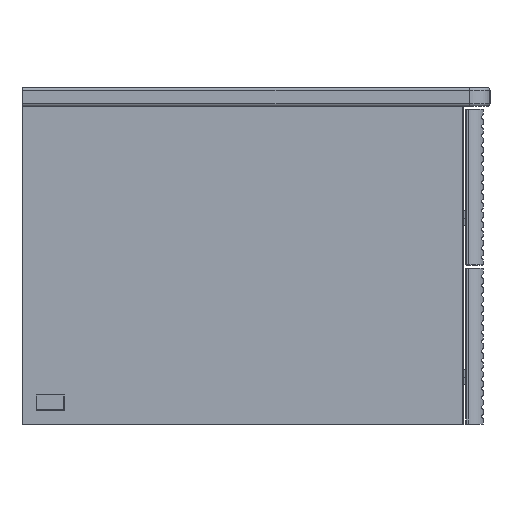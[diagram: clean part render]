
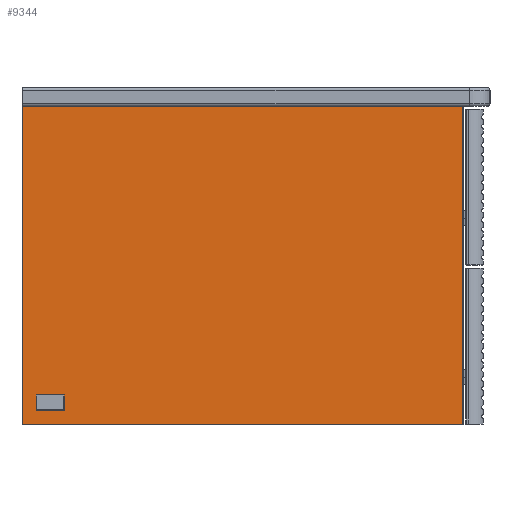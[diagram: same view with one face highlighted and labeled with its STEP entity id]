
A CAD part, left-side view. The second image highlights one B-rep face of the part: STEP entity #9344.
In plain terms, the highlighted planar face has unit normal (-1, 0, 0).
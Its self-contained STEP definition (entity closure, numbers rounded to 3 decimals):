
#9193=CARTESIAN_POINT('',(55683.064,-3801.74,170.0));
#9194=VERTEX_POINT('',#9193);
#9201=CARTESIAN_POINT('',(55683.064,-3801.74,-170.0));
#9202=VERTEX_POINT('',#9201);
#9203=CARTESIAN_POINT('',(55683.064,-3801.74,170.0));
#9204=DIRECTION('',(0.0,0.0,-1.0));
#9205=VECTOR('',#9204,340.0);
#9206=LINE('',#9203,#9205);
#9207=EDGE_CURVE('',#9194,#9202,#9206,.T.);
#9263=CARTESIAN_POINT('',(55683.064,-3330.74,-170.0));
#9264=VERTEX_POINT('',#9263);
#9265=CARTESIAN_POINT('',(55683.064,-3330.74,-170.0));
#9266=DIRECTION('',(0.0,-1.0,0.0));
#9267=VECTOR('',#9266,471.);
#9268=LINE('',#9265,#9267);
#9269=EDGE_CURVE('',#9264,#9202,#9268,.T.);
#9321=CARTESIAN_POINT('',(55683.064,-3566.24,-170.001));
#9322=DIRECTION('',(-1.0,0.0,0.0));
#9323=DIRECTION('',(0.0,0.0,1.0));
#9324=AXIS2_PLACEMENT_3D('',#9321,#9322,#9323);
#9325=PLANE('',#9324);
#9326=ORIENTED_EDGE('',*,*,#9207,.F.);
#9327=CARTESIAN_POINT('',(55683.064,-3330.74,170.0));
#9328=VERTEX_POINT('',#9327);
#9329=CARTESIAN_POINT('',(55683.064,-3330.74,170.0));
#9330=DIRECTION('',(0.0,-1.0,0.0));
#9331=VECTOR('',#9330,471.);
#9332=LINE('',#9329,#9331);
#9333=EDGE_CURVE('',#9328,#9194,#9332,.T.);
#9334=ORIENTED_EDGE('',*,*,#9333,.F.);
#9335=CARTESIAN_POINT('',(55683.064,-3330.74,-170.0));
#9336=DIRECTION('',(0.0,0.0,1.0));
#9337=VECTOR('',#9336,340.0);
#9338=LINE('',#9335,#9337);
#9339=EDGE_CURVE('',#9264,#9328,#9338,.T.);
#9340=ORIENTED_EDGE('',*,*,#9339,.F.);
#9341=ORIENTED_EDGE('',*,*,#9269,.T.);
#9342=EDGE_LOOP('',(#9326,#9334,#9340,#9341));
#9343=FACE_OUTER_BOUND('',#9342,.T.);
#9344=ADVANCED_FACE('',(#9343),#9325,.T.);
